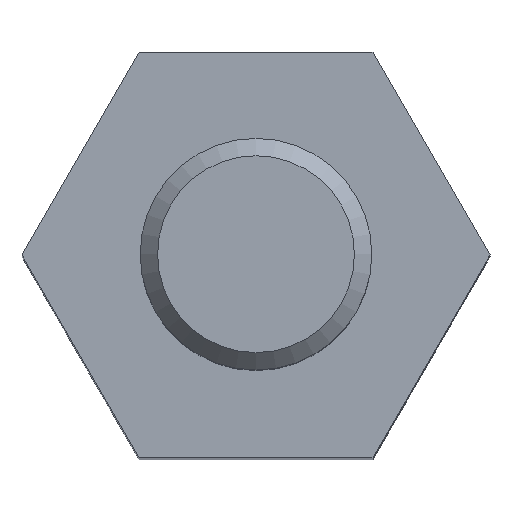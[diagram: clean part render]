
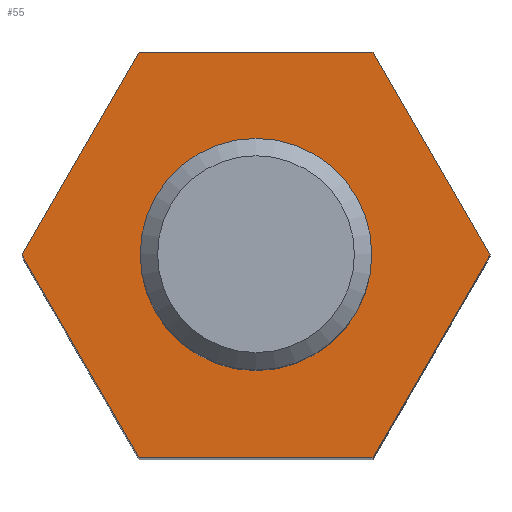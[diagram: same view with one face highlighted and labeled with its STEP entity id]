
A CAD part, top view. The second image highlights one B-rep face of the part: STEP entity #55.
In plain terms, the highlighted planar face has unit normal (0, 0, 1).
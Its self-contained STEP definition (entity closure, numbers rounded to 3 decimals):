
#55 = ADVANCED_FACE( '', ( #126, #127 ), #128, .T. );
#126 = FACE_BOUND( '', #220, .T. );
#127 = FACE_OUTER_BOUND( '', #221, .T. );
#128 = PLANE( '', #222 );
#220 = EDGE_LOOP( '', ( #316 ) );
#221 = EDGE_LOOP( '', ( #317, #318, #319, #320, #321, #322 ) );
#222 = AXIS2_PLACEMENT_3D( '', #323, #324, #325 );
#316 = ORIENTED_EDGE( '', *, *, #489, .T. );
#317 = ORIENTED_EDGE( '', *, *, #490, .T. );
#318 = ORIENTED_EDGE( '', *, *, #491, .T. );
#319 = ORIENTED_EDGE( '', *, *, #492, .T. );
#320 = ORIENTED_EDGE( '', *, *, #493, .T. );
#321 = ORIENTED_EDGE( '', *, *, #494, .T. );
#322 = ORIENTED_EDGE( '', *, *, #495, .T. );
#323 = CARTESIAN_POINT( '', ( 0., 0., 20. ) );
#324 = DIRECTION( '', ( 0., 0., 1. ) );
#325 = DIRECTION( '', ( 1., 0., 0. ) );
#489 = EDGE_CURVE( '', #561, #561, #562, .F. );
#490 = EDGE_CURVE( '', #563, #564, #565, .T. );
#491 = EDGE_CURVE( '', #564, #566, #567, .T. );
#492 = EDGE_CURVE( '', #566, #568, #569, .T. );
#493 = EDGE_CURVE( '', #568, #570, #571, .T. );
#494 = EDGE_CURVE( '', #570, #572, #573, .T. );
#495 = EDGE_CURVE( '', #572, #563, #574, .T. );
#561 = VERTEX_POINT( '', #668 );
#562 = CIRCLE( '', #669, 1.852 );
#563 = VERTEX_POINT( '', #670 );
#564 = VERTEX_POINT( '', #671 );
#565 = LINE( '', #672, #673 );
#566 = VERTEX_POINT( '', #674 );
#567 = LINE( '', #675, #676 );
#568 = VERTEX_POINT( '', #677 );
#569 = LINE( '', #678, #679 );
#570 = VERTEX_POINT( '', #680 );
#571 = LINE( '', #681, #682 );
#572 = VERTEX_POINT( '', #683 );
#573 = LINE( '', #684, #685 );
#574 = LINE( '', #686, #687 );
#668 = CARTESIAN_POINT( '', ( 1.852, 0., 20. ) );
#669 = AXIS2_PLACEMENT_3D( '', #834, #835, #836 );
#670 = CARTESIAN_POINT( '', ( 2.021, 3.5, 20. ) );
#671 = CARTESIAN_POINT( '', ( -2.021, 3.5, 20. ) );
#672 = CARTESIAN_POINT( '', ( 2.021, 3.5, 20. ) );
#673 = VECTOR( '', #837, 1000. );
#674 = CARTESIAN_POINT( '', ( -4.041, 0., 20. ) );
#675 = CARTESIAN_POINT( '', ( -2.021, 3.5, 20. ) );
#676 = VECTOR( '', #838, 1000. );
#677 = CARTESIAN_POINT( '', ( -2.021, -3.5, 20. ) );
#678 = CARTESIAN_POINT( '', ( -4.041, 0., 20. ) );
#679 = VECTOR( '', #839, 1000. );
#680 = CARTESIAN_POINT( '', ( 2.021, -3.5, 20. ) );
#681 = CARTESIAN_POINT( '', ( -2.021, -3.5, 20. ) );
#682 = VECTOR( '', #840, 1000. );
#683 = CARTESIAN_POINT( '', ( 4.041, 0., 20. ) );
#684 = CARTESIAN_POINT( '', ( 2.021, -3.5, 20. ) );
#685 = VECTOR( '', #841, 1000. );
#686 = CARTESIAN_POINT( '', ( 4.041, 0., 20. ) );
#687 = VECTOR( '', #842, 1000. );
#834 = CARTESIAN_POINT( '', ( 0., 0., 20. ) );
#835 = DIRECTION( '', ( 0., 0., 1. ) );
#836 = DIRECTION( '', ( 1., 0., 0. ) );
#837 = DIRECTION( '', ( -1., 0., 0. ) );
#838 = DIRECTION( '', ( -0.5, -0.866, 0. ) );
#839 = DIRECTION( '', ( 0.5, -0.866, 0. ) );
#840 = DIRECTION( '', ( 1., 0., 0. ) );
#841 = DIRECTION( '', ( 0.5, 0.866, 0. ) );
#842 = DIRECTION( '', ( -0.5, 0.866, 0. ) );
